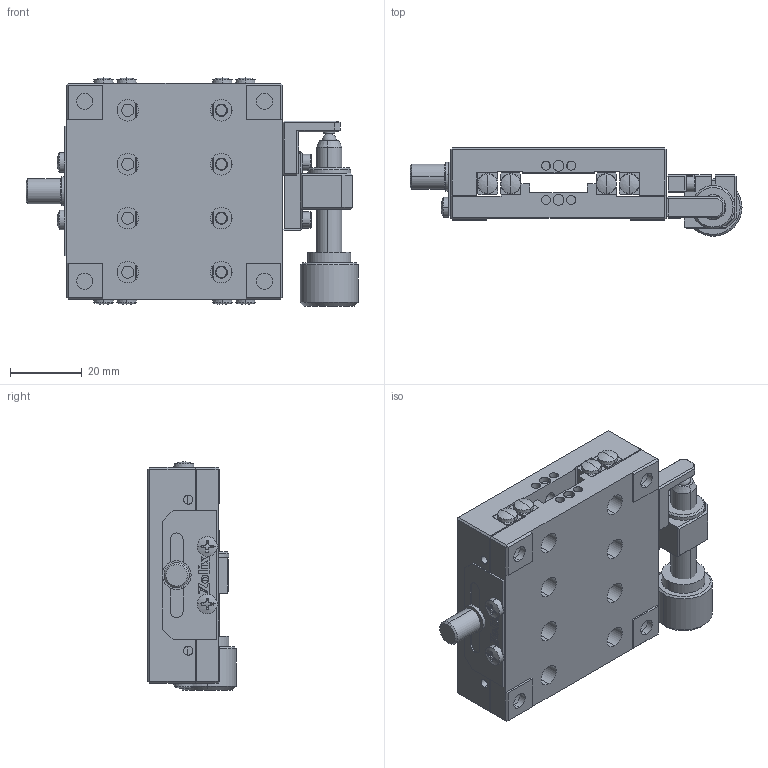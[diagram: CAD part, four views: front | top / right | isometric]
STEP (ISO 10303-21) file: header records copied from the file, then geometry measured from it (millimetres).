
FILE_DESCRIPTION (( 'STEP AP203' ), '1' );
FILE_NAME ('AK13-6020LZ.step', '2019-05-08T06:23:36', ( '' ), ( '' ), 'SwSTEP 2.0', 'SolidWorks 2017', '' );
FILE_SCHEMA (( 'CONFIG_CONTROL_DESIGN' ));
Length unit declared in the file: millimetre
Products named in the file (1): AK13-6020LZ
Bounding box: 92.3 x 24.5 x 63.43 mm (x, y, z)
Surface area: 31629 mm2 (no closed solid volume)
Topology: 0 solids, 33 shells, 672 faces, 2244 edges, 1507 vertices
Faces by surface type: plane 424, cylinder 144, cone 56, torus 26, bspline 16, sphere 6
Entity records: 24336 total; most frequent: CARTESIAN_POINT 4783, DIRECTION 4175, ORIENTED_EDGE 3612, EDGE_CURVE 2197, VERTEX_POINT 1504, VECTOR 1451, LINE 1451, AXIS2_PLACEMENT_3D 1362
